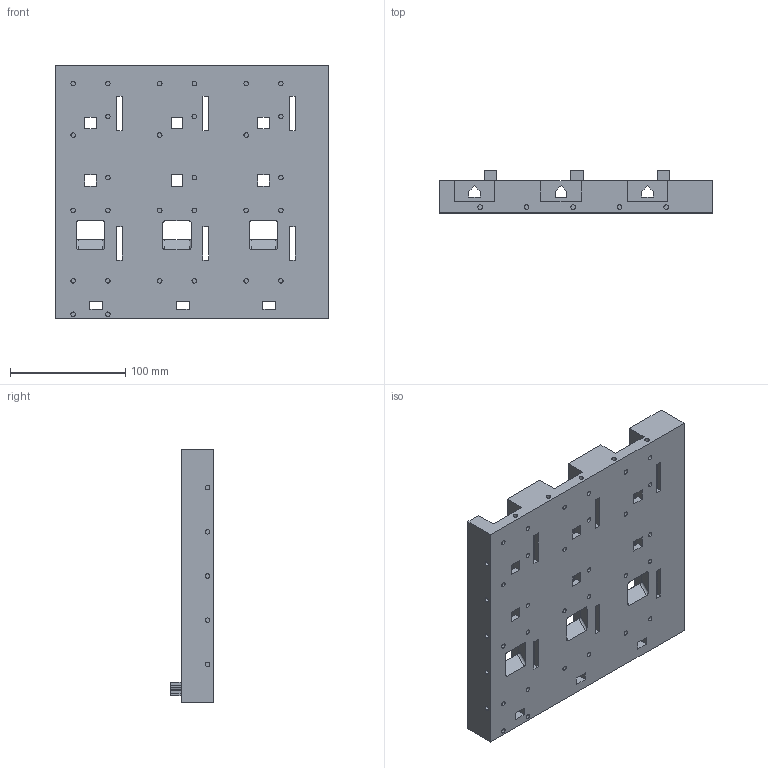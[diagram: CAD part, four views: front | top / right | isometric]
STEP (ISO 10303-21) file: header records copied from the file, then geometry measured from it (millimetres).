
FILE_DESCRIPTION (( 'STEP AP203' ), '1' );
FILE_NAME ('szyny rozdzielacza.STEP', '2025-02-16T21:55:30', ( '' ), ( '' ), 'SwSTEP 2.0', 'SolidWorks 2024', '' );
FILE_SCHEMA (( 'CONFIG_CONTROL_DESIGN' ));
Length unit declared in the file: millimetre
Products named in the file (1): szyny rozdzielacza
Bounding box: 237 x 37 x 220 mm (x, y, z)
Volume: 647469.9 mm3; surface area: 193911.5 mm2
Topology: 1 solids, 1 shells, 471 faces, 1185 edges, 782 vertices
Faces by surface type: plane 285, cylinder 180, bspline 6
Entity records: 14876 total; most frequent: CARTESIAN_POINT 3117, DIRECTION 2429, ORIENTED_EDGE 2370, EDGE_CURVE 1185, AXIS2_PLACEMENT_3D 814, LINE 801, VECTOR 801, VERTEX_POINT 782
